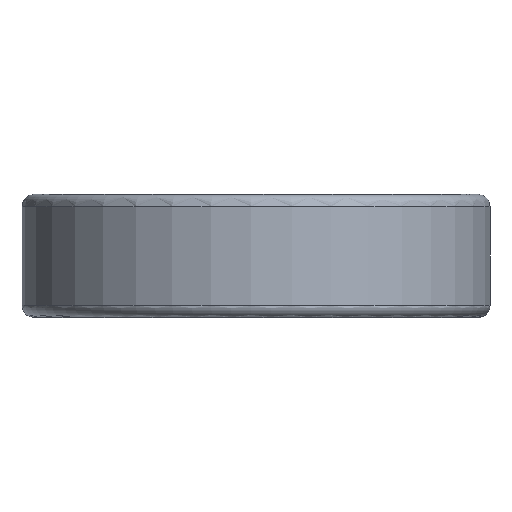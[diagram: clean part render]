
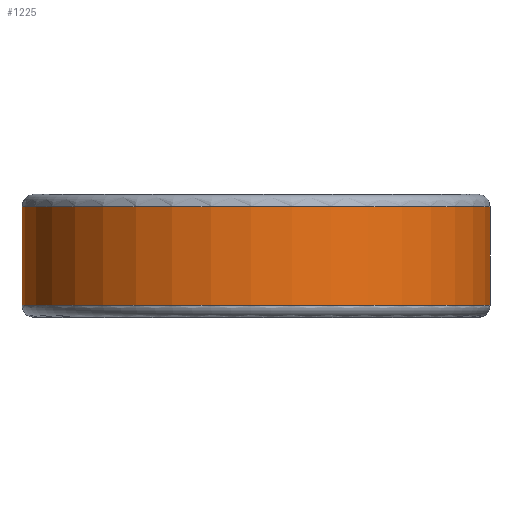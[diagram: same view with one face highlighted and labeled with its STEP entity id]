
A CAD part, left-side view. The second image highlights one B-rep face of the part: STEP entity #1225.
In plain terms, the highlighted cylindrical face has radius 19 mm (diameter 38 mm), a partial arc.
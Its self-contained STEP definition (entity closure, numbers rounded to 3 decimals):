
#408 = VERTEX_POINT('',#409);
#409 = CARTESIAN_POINT('',(18.675,3.5,1.));
#517 = VERTEX_POINT('',#518);
#518 = CARTESIAN_POINT('',(18.518,-4.252,1.));
#541 = EDGE_CURVE('',#408,#517,#542,.T.);
#542 = CIRCLE('',#543,19.);
#543 = AXIS2_PLACEMENT_3D('',#544,#545,#546);
#544 = CARTESIAN_POINT('',(0.,0.,1.));
#545 = DIRECTION('',(0.,-0.,1.));
#546 = DIRECTION('',(0.983,0.184,0.));
#1113 = VERTEX_POINT('',#1114);
#1114 = CARTESIAN_POINT('',(18.675,3.5,9.));
#1120 = EDGE_CURVE('',#408,#1113,#1121,.T.);
#1121 = LINE('',#1122,#1123);
#1122 = CARTESIAN_POINT('',(18.675,3.5,0.));
#1123 = VECTOR('',#1124,1.);
#1124 = DIRECTION('',(0.,0.,1.));
#1225 = ADVANCED_FACE('',(#1226),#1245,.T.);
#1226 = FACE_BOUND('',#1227,.F.);
#1227 = EDGE_LOOP('',(#1228,#1229,#1238,#1244));
#1228 = ORIENTED_EDGE('',*,*,#1120,.T.);
#1229 = ORIENTED_EDGE('',*,*,#1230,.T.);
#1230 = EDGE_CURVE('',#1113,#1231,#1233,.T.);
#1231 = VERTEX_POINT('',#1232);
#1232 = CARTESIAN_POINT('',(18.518,-4.252,9.));
#1233 = CIRCLE('',#1234,19.);
#1234 = AXIS2_PLACEMENT_3D('',#1235,#1236,#1237);
#1235 = CARTESIAN_POINT('',(0.,0.,9.));
#1236 = DIRECTION('',(0.,-0.,1.));
#1237 = DIRECTION('',(0.983,0.184,0.));
#1238 = ORIENTED_EDGE('',*,*,#1239,.F.);
#1239 = EDGE_CURVE('',#517,#1231,#1240,.T.);
#1240 = LINE('',#1241,#1242);
#1241 = CARTESIAN_POINT('',(18.518,-4.252,0.));
#1242 = VECTOR('',#1243,1.);
#1243 = DIRECTION('',(0.,0.,1.));
#1244 = ORIENTED_EDGE('',*,*,#541,.F.);
#1245 = CYLINDRICAL_SURFACE('',#1246,19.);
#1246 = AXIS2_PLACEMENT_3D('',#1247,#1248,#1249);
#1247 = CARTESIAN_POINT('',(0.,0.,0.));
#1248 = DIRECTION('',(-0.,-0.,-1.));
#1249 = DIRECTION('',(1.,0.,0.));
